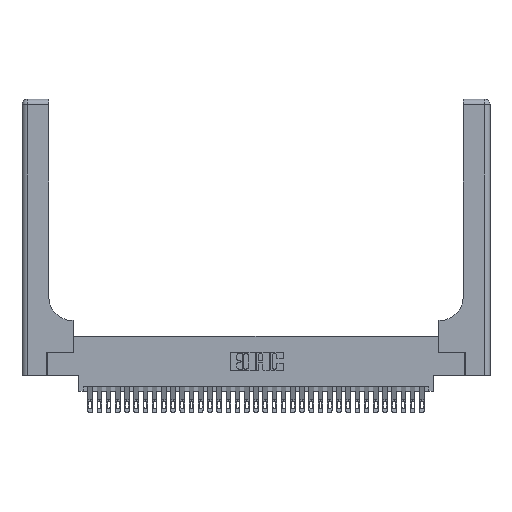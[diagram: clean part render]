
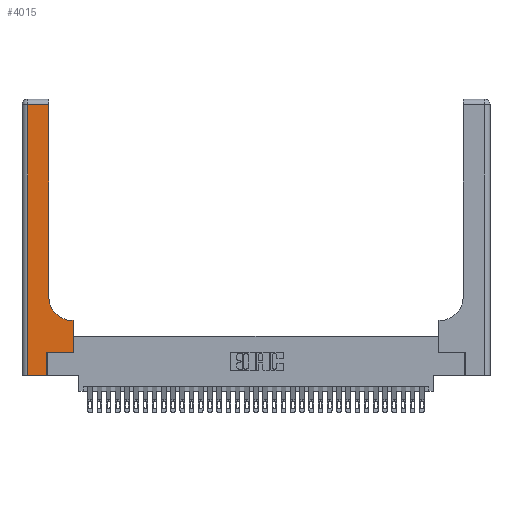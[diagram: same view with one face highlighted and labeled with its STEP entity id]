
A CAD part, top view. The second image highlights one B-rep face of the part: STEP entity #4015.
In plain terms, the highlighted planar face has unit normal (0, 0, 1).
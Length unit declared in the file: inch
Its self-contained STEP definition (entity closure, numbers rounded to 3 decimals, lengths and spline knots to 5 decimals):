
#220 = CARTESIAN_POINT ( 'NONE',  ( 0.2915, 3., 0.37 ) ) ;
#1092 = EDGE_CURVE ( 'NONE', #28974, #23737, #17734, .T. ) ;
#1128 = VECTOR ( 'NONE', #25063, 39.37008 ) ;
#1310 = ORIENTED_EDGE ( 'NONE', *, *, #1092, .T. ) ;
#1481 = ORIENTED_EDGE ( 'NONE', *, *, #29050, .T. ) ;
#2076 = ORIENTED_EDGE ( 'NONE', *, *, #6377, .T. ) ;
#2100 = VECTOR ( 'NONE', #28606, 39.37008 ) ;
#2941 = VECTOR ( 'NONE', #13592, 39.37008 ) ;
#3212 = EDGE_CURVE ( 'NONE', #23737, #22911, #11563, .T. ) ;
#3558 = LINE ( 'NONE', #21601, #34196 ) ;
#3583 = CARTESIAN_POINT ( 'NONE',  ( 0., 2.94, 0.37 ) ) ;
#3744 = PLANE ( 'NONE',  #13766 ) ;
#3864 = DIRECTION ( 'NONE',  ( -1., 0., 0. ) ) ;
#4015 = ADVANCED_FACE ( 'NONE', ( #16644 ), #3744, .F. ) ;
#4650 = EDGE_CURVE ( 'NONE', #28793, #10225, #12309, .T. ) ;
#5042 = VECTOR ( 'NONE', #27823, 39.37008 ) ;
#5519 = ORIENTED_EDGE ( 'NONE', *, *, #33202, .T. ) ;
#6290 = DIRECTION ( 'NONE',  ( 0., 0., -1. ) ) ;
#6377 = EDGE_CURVE ( 'NONE', #22911, #32770, #30386, .T. ) ;
#8557 = LINE ( 'NONE', #21736, #2941 ) ;
#9761 = EDGE_LOOP ( 'NONE', ( #5519, #23445, #29656, #1310, #12958, #2076, #11452, #1481, #19058 ) ) ;
#10225 = VERTEX_POINT ( 'NONE', #14207 ) ;
#11452 = ORIENTED_EDGE ( 'NONE', *, *, #28907, .T. ) ;
#11558 = CARTESIAN_POINT ( 'NONE',  ( 0.269, 0., 0.37 ) ) ;
#11563 = LINE ( 'NONE', #11558, #5042 ) ;
#12309 = LINE ( 'NONE', #3583, #33039 ) ;
#12958 = ORIENTED_EDGE ( 'NONE', *, *, #3212, .T. ) ;
#13130 = DIRECTION ( 'NONE',  ( 0., 1., 0. ) ) ;
#13592 = DIRECTION ( 'NONE',  ( -1., 0., 0. ) ) ;
#13645 = CIRCLE ( 'NONE', #23449, 0.25 ) ;
#13766 = AXIS2_PLACEMENT_3D ( 'NONE', #31057, #20389, #3864 ) ;
#14062 = DIRECTION ( 'NONE',  ( 1., 0., 0. ) ) ;
#14207 = CARTESIAN_POINT ( 'NONE',  ( 0.06, 2.94, 0.37 ) ) ;
#14410 = VERTEX_POINT ( 'NONE', #33764 ) ;
#15004 = CARTESIAN_POINT ( 'NONE',  ( 0.5585, 0.6, 0.37 ) ) ;
#15230 = CARTESIAN_POINT ( 'NONE',  ( 0.269, 0., 0.37 ) ) ;
#15488 = EDGE_CURVE ( 'NONE', #10225, #28974, #3558, .T. ) ;
#16644 = FACE_OUTER_BOUND ( 'NONE', #9761, .T. ) ;
#16796 = LINE ( 'NONE', #220, #1128 ) ;
#17356 = DIRECTION ( 'NONE',  ( -1., 0., 0. ) ) ;
#17734 = LINE ( 'NONE', #25916, #2100 ) ;
#19058 = ORIENTED_EDGE ( 'NONE', *, *, #25303, .T. ) ;
#19370 = VECTOR ( 'NONE', #13130, 39.37008 ) ;
#20389 = DIRECTION ( 'NONE',  ( 0., 0., -1. ) ) ;
#20720 = CARTESIAN_POINT ( 'NONE',  ( 0.2915, 0.85, 0.37 ) ) ;
#21601 = CARTESIAN_POINT ( 'NONE',  ( 0.06, 3., 0.37 ) ) ;
#21736 = CARTESIAN_POINT ( 'NONE',  ( 0.2915, 0.6, 0.37 ) ) ;
#22783 = CARTESIAN_POINT ( 'NONE',  ( 0.5415, 0.85, 0.37 ) ) ;
#22911 = VERTEX_POINT ( 'NONE', #30516 ) ;
#23289 = VECTOR ( 'NONE', #14062, 39.37008 ) ;
#23445 = ORIENTED_EDGE ( 'NONE', *, *, #4650, .T. ) ;
#23449 = AXIS2_PLACEMENT_3D ( 'NONE', #22783, #6290, #25442 ) ;
#23737 = VERTEX_POINT ( 'NONE', #15230 ) ;
#24230 = VERTEX_POINT ( 'NONE', #20720 ) ;
#24298 = DIRECTION ( 'NONE',  ( 0., -1., 0. ) ) ;
#24883 = CARTESIAN_POINT ( 'NONE',  ( 0.269, 0.25, 0.37 ) ) ;
#25063 = DIRECTION ( 'NONE',  ( 0., 1., 0. ) ) ;
#25303 = EDGE_CURVE ( 'NONE', #14410, #24230, #13645, .T. ) ;
#25442 = DIRECTION ( 'NONE',  ( 1., 0., 0. ) ) ;
#25896 = CARTESIAN_POINT ( 'NONE',  ( 0.5585, 0.25, 0.37 ) ) ;
#25916 = CARTESIAN_POINT ( 'NONE',  ( 0., 0., 0.37 ) ) ;
#26524 = LINE ( 'NONE', #34587, #19370 ) ;
#26888 = CARTESIAN_POINT ( 'NONE',  ( 0.06, 0., 0.37 ) ) ;
#27470 = VERTEX_POINT ( 'NONE', #15004 ) ;
#27823 = DIRECTION ( 'NONE',  ( 0., 1., 0. ) ) ;
#28606 = DIRECTION ( 'NONE',  ( 1., 0., 0. ) ) ;
#28793 = VERTEX_POINT ( 'NONE', #31475 ) ;
#28907 = EDGE_CURVE ( 'NONE', #32770, #27470, #26524, .T. ) ;
#28974 = VERTEX_POINT ( 'NONE', #26888 ) ;
#29050 = EDGE_CURVE ( 'NONE', #27470, #14410, #8557, .T. ) ;
#29656 = ORIENTED_EDGE ( 'NONE', *, *, #15488, .T. ) ;
#30386 = LINE ( 'NONE', #24883, #23289 ) ;
#30516 = CARTESIAN_POINT ( 'NONE',  ( 0.269, 0.25, 0.37 ) ) ;
#31057 = CARTESIAN_POINT ( 'NONE',  ( 0., 3., 0.37 ) ) ;
#31475 = CARTESIAN_POINT ( 'NONE',  ( 0.2915, 2.94, 0.37 ) ) ;
#32770 = VERTEX_POINT ( 'NONE', #25896 ) ;
#33039 = VECTOR ( 'NONE', #17356, 39.37008 ) ;
#33202 = EDGE_CURVE ( 'NONE', #24230, #28793, #16796, .T. ) ;
#33764 = CARTESIAN_POINT ( 'NONE',  ( 0.5415, 0.6, 0.37 ) ) ;
#34196 = VECTOR ( 'NONE', #24298, 39.37008 ) ;
#34587 = CARTESIAN_POINT ( 'NONE',  ( 0.5585, 0.25, 0.37 ) ) ;
